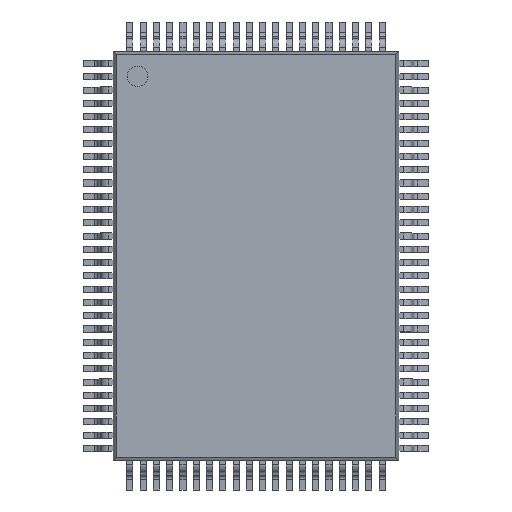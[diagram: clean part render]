
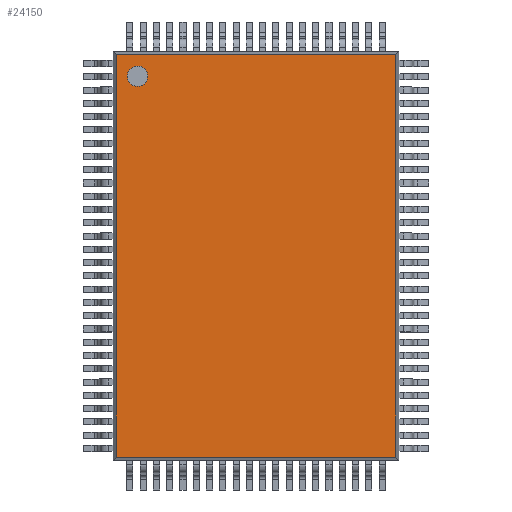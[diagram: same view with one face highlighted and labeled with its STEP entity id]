
A CAD part, top view. The second image highlights one B-rep face of the part: STEP entity #24150.
In plain terms, the highlighted planar face has unit normal (0, 0, 1).
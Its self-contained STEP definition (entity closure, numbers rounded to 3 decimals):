
#135=LINE($,#35284,#2963);
#138=LINE($,#35290,#2966);
#142=LINE($,#35296,#2970);
#144=LINE($,#35299,#2972);
#2963=VECTOR($,#28016,19.701);
#2966=VECTOR($,#28021,19.701);
#2970=VECTOR($,#28027,13.701);
#2972=VECTOR($,#28031,13.701);
#5787=PLANE($,#25771);
#6790=FACE_BOUND($,#8223,.T.);
#6805=FACE_OUTER_BOUND($,#8222,.T.);
#8222=EDGE_LOOP($,(#16526,#16527,#16528,#16529));
#8223=EDGE_LOOP($,(#16530));
#9626=CIRCLE($,#25757,0.5);
#10428=VERTEX_POINT($,#35243);
#10440=VERTEX_POINT($,#35282);
#10441=VERTEX_POINT($,#35283);
#10442=VERTEX_POINT($,#35288);
#10443=VERTEX_POINT($,#35289);
#12846=EDGE_CURVE($,#10428,#10428,#9626,.T.);
#12864=EDGE_CURVE($,#10440,#10441,#135,.F.);
#12867=EDGE_CURVE($,#10442,#10443,#138,.F.);
#12871=EDGE_CURVE($,#10443,#10440,#142,.F.);
#12873=EDGE_CURVE($,#10441,#10442,#144,.F.);
#16526=ORIENTED_EDGE($,*,*,#12867,.F.);
#16527=ORIENTED_EDGE($,*,*,#12873,.F.);
#16528=ORIENTED_EDGE($,*,*,#12864,.F.);
#16529=ORIENTED_EDGE($,*,*,#12871,.F.);
#16530=ORIENTED_EDGE($,*,*,#12846,.T.);
#24150=ADVANCED_FACE($,(#6805,#6790),#5787,.F.);
#25757=AXIS2_PLACEMENT_3D($,#35244,#27979,#27980);
#25771=AXIS2_PLACEMENT_3D($,#35302,#28035,#28036);
#27979=DIRECTION('center_axis',(0.,0.,-1.));
#27980=DIRECTION('ref_axis',(1.,0.,0.));
#28016=DIRECTION($,(0.,1.,0.));
#28021=DIRECTION($,(0.,-1.,0.));
#28027=DIRECTION($,(-1.,0.,0.));
#28031=DIRECTION($,(1.,0.,0.));
#28035=DIRECTION('center_axis',(0.,0.,-1.));
#28036=DIRECTION('ref_axis',(1.,0.,0.));
#35243=CARTESIAN_POINT('',(-5.3,8.8,3.05));
#35244=CARTESIAN_POINT('Origin',(-5.8,8.8,3.05));
#35282=CARTESIAN_POINT('',(6.851,9.851,3.05));
#35283=CARTESIAN_POINT('',(6.851,-9.851,3.05));
#35284=CARTESIAN_POINT($,(6.851,0.,3.05));
#35288=CARTESIAN_POINT('',(-6.851,-9.851,3.05));
#35289=CARTESIAN_POINT('',(-6.851,9.851,3.05));
#35290=CARTESIAN_POINT($,(-6.851,0.,3.05));
#35296=CARTESIAN_POINT($,(0.,9.851,3.05));
#35299=CARTESIAN_POINT($,(0.,-9.851,3.05));
#35302=CARTESIAN_POINT('Origin',(0.,0.,3.05));
